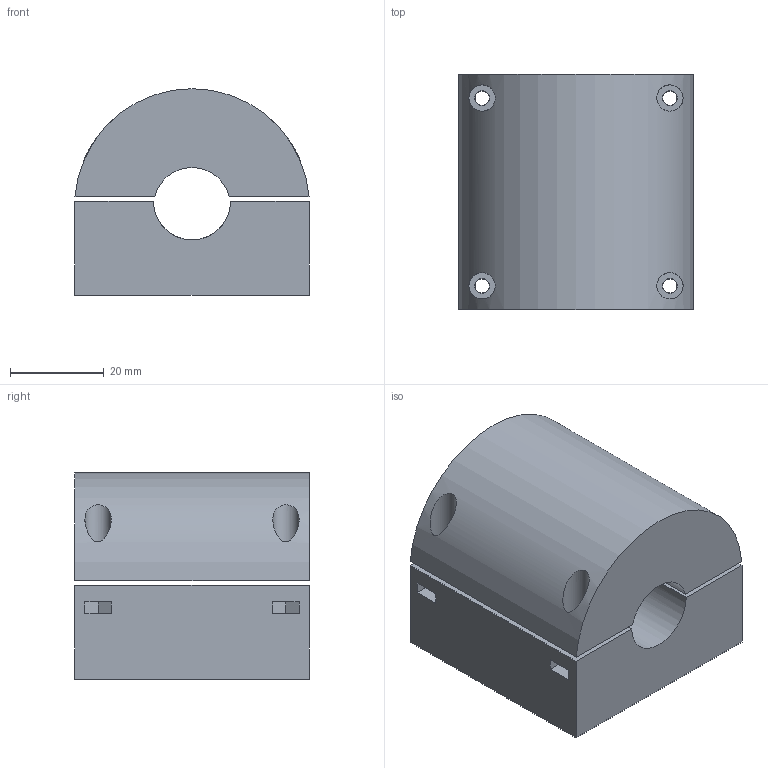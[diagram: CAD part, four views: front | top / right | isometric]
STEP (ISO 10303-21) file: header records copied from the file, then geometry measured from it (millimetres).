
FILE_DESCRIPTION(/* description */ (''),/* implementation_level */ '2;1');
FILE_NAME(/* name */ '',/* time_stamp */ '2025-11-29T16:59:23+09:00',/* author */ (''),/* organization */ (''),/* preprocessor_version */ 'ST-DEVELOPER v20.1',/* originating_system */ 'Autodesk Translation Framework v14.21.0.0',/* authorisation */ '');
FILE_SCHEMA (('AUTOMOTIVE_DESIGN { 1 0 10303 214 3 1 1 }'));
Length unit declared in the file: millimetre
Products named in the file (3): 統合 v1_Waffle_PI_アームベース 
v9; コンポーネント1; コンポーネント2
Assembly tree (2 placements, depth 2):
  統合 v1_Waffle_PI_アームベース 
v9
    コンポーネント1
    コンポーネント2
Bounding box: 50 x 50 x 44 mm (x, y, z)
Volume: 82085.2 mm3; surface area: 19821.7 mm2
Topology: 2 solids, 2 shells, 70 faces, 178 edges, 120 vertices
Faces by surface type: plane 43, cylinder 27
Full cylindrical faces by diameter (mm): 2.6 x4, 3 x8, 3.2 x4, 5.6 x4, 6 x4
Entity records: 2524 total; most frequent: CARTESIAN_POINT 643, DIRECTION 366, ORIENTED_EDGE 356, EDGE_CURVE 178, AXIS2_PLACEMENT_3D 127, VERTEX_POINT 120, LINE 112, VECTOR 112
